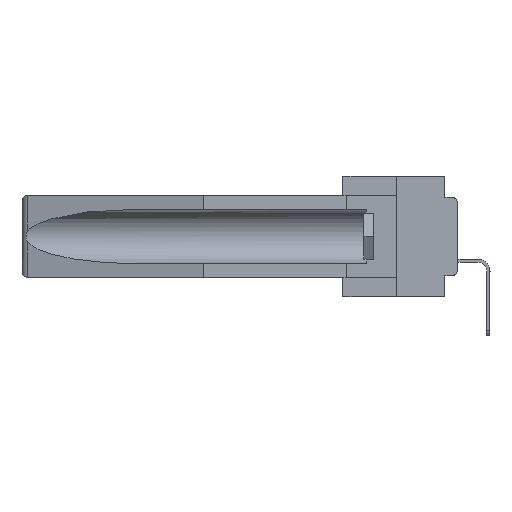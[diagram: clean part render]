
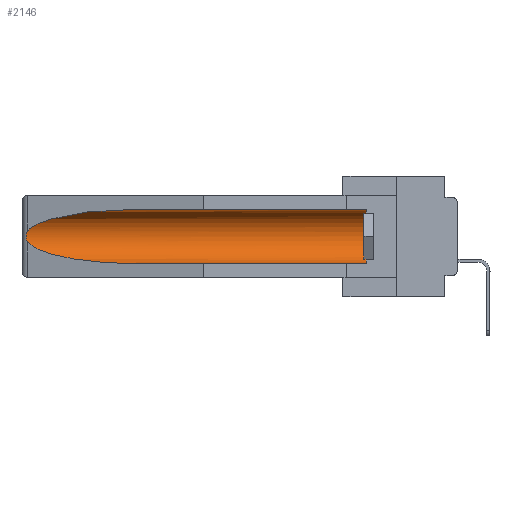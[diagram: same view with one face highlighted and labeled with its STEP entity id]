
A CAD part, left-side view. The second image highlights one B-rep face of the part: STEP entity #2146.
In plain terms, the highlighted cylindrical face has radius 2.857 mm (diameter 5.715 mm), a partial arc.
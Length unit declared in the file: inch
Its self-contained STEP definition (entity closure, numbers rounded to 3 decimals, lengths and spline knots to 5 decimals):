
#2007 = ORIENTED_EDGE ( 'NONE', *, *, #4123, .T. ) ;
#2146 = ADVANCED_FACE ( 'NONE', ( #17882 ), #9582, .F. ) ;
#2333 = CARTESIAN_POINT ( 'NONE',  ( 0.26537, 1.52718, -0.14972 ) ) ;
#3657 =( BOUNDED_CURVE ( )  B_SPLINE_CURVE ( 3, ( #14533, #5112, #12190, #19355 ),
 .UNSPECIFIED., .F., .F. ) 
 B_SPLINE_CURVE_WITH_KNOTS ( ( 4, 4 ),
 ( 0.1948, 1.5708 ),
 .UNSPECIFIED. ) 
 CURVE ( )  GEOMETRIC_REPRESENTATION_ITEM ( )  RATIONAL_B_SPLINE_CURVE ( ( 1., 0.848, 0.848, 1. ) ) 
 REPRESENTATION_ITEM ( '' )  );
#3686 = DIRECTION ( 'NONE',  ( 0., 1., 0. ) ) ;
#3778 = CARTESIAN_POINT ( 'NONE',  ( 0.155, -0.30754, -0.1715 ) ) ;
#3984 = DIRECTION ( 'NONE',  ( 0., 0., 1. ) ) ;
#3988 = DIRECTION ( 'NONE',  ( 0., -1., 0. ) ) ;
#4074 = ORIENTED_EDGE ( 'NONE', *, *, #25755, .T. ) ;
#4118 = ORIENTED_EDGE ( 'NONE', *, *, #8351, .F. ) ;
#4123 = EDGE_CURVE ( 'NONE', #27957, #24718, #30660, .T. ) ;
#4288 = CARTESIAN_POINT ( 'NONE',  ( 0.2675, 1.53308, -0.17534 ) ) ;
#4399 = CARTESIAN_POINT ( 'NONE',  ( 0.26654, 1.53092, -0.15636 ) ) ;
#4775 = CARTESIAN_POINT ( 'NONE',  ( 0.25451, 1.48313, -0.09465 ) ) ;
#5112 = CARTESIAN_POINT ( 'NONE',  ( 0.25451, 1.48313, -0.24835 ) ) ;
#5696 = EDGE_CURVE ( 'NONE', #24718, #20086, #3657, .T. ) ;
#5820 = EDGE_LOOP ( 'NONE', ( #8364, #2007, #21662, #4118, #6704, #4074 ) ) ;
#6415 = CARTESIAN_POINT ( 'NONE',  ( 0.26597, 1.52961, -0.15275 ) ) ;
#6704 = ORIENTED_EDGE ( 'NONE', *, *, #16090, .T. ) ;
#7162 = CARTESIAN_POINT ( 'NONE',  ( 0.155, -0.30754, -0.059 ) ) ;
#7280 = CARTESIAN_POINT ( 'NONE',  ( 0.155, -0.30754, -0.284 ) ) ;
#7296 = CARTESIAN_POINT ( 'NONE',  ( 0.21114, 1.30732, -0.059 ) ) ;
#7753 = EDGE_CURVE ( 'NONE', #27364, #27957, #13519, .T. ) ;
#8302 = CARTESIAN_POINT ( 'NONE',  ( 0.155, 1.07973, -0.284 ) ) ;
#8351 = EDGE_CURVE ( 'NONE', #16081, #20086, #17174, .T. ) ;
#8364 = ORIENTED_EDGE ( 'NONE', *, *, #7753, .T. ) ;
#8863 = VECTOR ( 'NONE', #26623, 39.37008 ) ;
#9040 = CARTESIAN_POINT ( 'NONE',  ( 0.2675, 1.53308, -0.16763 ) ) ;
#9582 = CYLINDRICAL_SURFACE ( 'NONE', #11656, 0.1125 ) ;
#11656 = AXIS2_PLACEMENT_3D ( 'NONE', #3778, #3686, #3984 ) ;
#12190 = CARTESIAN_POINT ( 'NONE',  ( 0.21114, 1.30732, -0.284 ) ) ;
#13519 =( BOUNDED_CURVE ( )  B_SPLINE_CURVE ( 3, ( #17123, #7296, #4775, #2333 ),
 .UNSPECIFIED., .F., .F. ) 
 B_SPLINE_CURVE_WITH_KNOTS ( ( 4, 4 ),
 ( 4.71239, 6.08839 ),
 .UNSPECIFIED. ) 
 CURVE ( )  GEOMETRIC_REPRESENTATION_ITEM ( )  RATIONAL_B_SPLINE_CURVE ( ( 1., 0.848, 0.848, 1. ) ) 
 REPRESENTATION_ITEM ( '' )  );
#14533 = CARTESIAN_POINT ( 'NONE',  ( 0.26537, 1.52718, -0.19328 ) ) ;
#14893 = CARTESIAN_POINT ( 'NONE',  ( 0.26537, 1.52718, -0.19328 ) ) ;
#16081 = VERTEX_POINT ( 'NONE', #28082 ) ;
#16090 = EDGE_CURVE ( 'NONE', #16081, #24363, #21671, .T. ) ;
#17123 = CARTESIAN_POINT ( 'NONE',  ( 0.155, 1.07973, -0.059 ) ) ;
#17174 = LINE ( 'NONE', #7280, #8863 ) ;
#17882 = FACE_OUTER_BOUND ( 'NONE', #5820, .T. ) ;
#18540 = CARTESIAN_POINT ( 'NONE',  ( 0.2673, 1.53269, -0.17917 ) ) ;
#18845 = CARTESIAN_POINT ( 'NONE',  ( 0.26655, 1.53094, -0.18657 ) ) ;
#19355 = CARTESIAN_POINT ( 'NONE',  ( 0.155, 1.07973, -0.284 ) ) ;
#20086 = VERTEX_POINT ( 'NONE', #8302 ) ;
#20355 = CARTESIAN_POINT ( 'NONE',  ( 0.155, 0.126, -0.059 ) ) ;
#20408 = CARTESIAN_POINT ( 'NONE',  ( 0.26537, 1.52718, -0.14972 ) ) ;
#20917 = CARTESIAN_POINT ( 'NONE',  ( 0.26537, 1.52718, -0.19328 ) ) ;
#21023 = CARTESIAN_POINT ( 'NONE',  ( 0.26597, 1.5296, -0.19026 ) ) ;
#21662 = ORIENTED_EDGE ( 'NONE', *, *, #5696, .T. ) ;
#21671 = CIRCLE ( 'NONE', #21963, 0.1125 ) ;
#21963 = AXIS2_PLACEMENT_3D ( 'NONE', #28196, #3988, #27874 ) ;
#24363 = VERTEX_POINT ( 'NONE', #20355 ) ;
#24718 = VERTEX_POINT ( 'NONE', #14893 ) ;
#25389 = CARTESIAN_POINT ( 'NONE',  ( 0.155, 1.07973, -0.059 ) ) ;
#25755 = EDGE_CURVE ( 'NONE', #24363, #27364, #28125, .T. ) ;
#26623 = DIRECTION ( 'NONE',  ( 0., 1., 0. ) ) ;
#27014 = VECTOR ( 'NONE', #31046, 39.37008 ) ;
#27364 = VERTEX_POINT ( 'NONE', #25389 ) ;
#27874 = DIRECTION ( 'NONE',  ( 0., 0., 1. ) ) ;
#27957 = VERTEX_POINT ( 'NONE', #20408 ) ;
#28082 = CARTESIAN_POINT ( 'NONE',  ( 0.155, 0.126, -0.284 ) ) ;
#28125 = LINE ( 'NONE', #7162, #27014 ) ;
#28196 = CARTESIAN_POINT ( 'NONE',  ( 0.155, 0.126, -0.1715 ) ) ;
#28282 = CARTESIAN_POINT ( 'NONE',  ( 0.2673, 1.5327, -0.16383 ) ) ;
#28499 = CARTESIAN_POINT ( 'NONE',  ( 0.26537, 1.52718, -0.14972 ) ) ;
#30660 = B_SPLINE_CURVE_WITH_KNOTS ( 'NONE', 3,
 ( #28499, #6415, #4399, #28282, #9040, #4288, #18540, #18845, #21023, #20917 ),
 .UNSPECIFIED., .F., .F.,
 ( 4, 2, 2, 2, 4 ),
 ( 0., 0.00029, 0.00058, 0.00087, 0.00117 ),
 .UNSPECIFIED. ) ;
#31046 = DIRECTION ( 'NONE',  ( 0., 1., 0. ) ) ;
